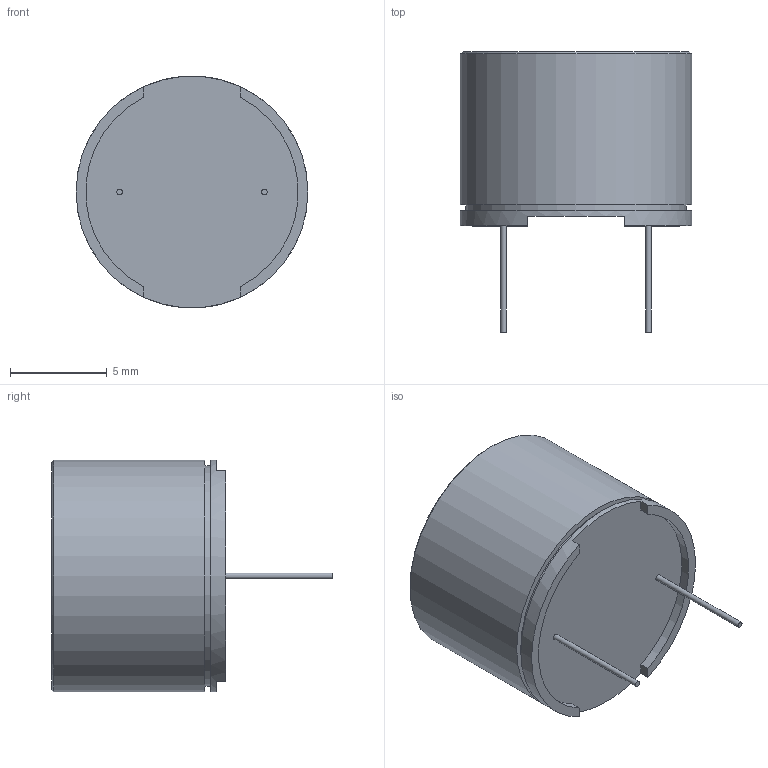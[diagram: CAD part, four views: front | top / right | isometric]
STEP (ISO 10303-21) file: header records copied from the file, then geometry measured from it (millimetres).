
FILE_DESCRIPTION(/* description */ (''),/* implementation_level */ '2;1');
FILE_NAME(/* name */ 'buzzer 12 mm.stp',/* time_stamp */ '2020-02-07T12:25:05-03:00',/* author */ ('ncampos'),/* organization */ (''),/* preprocessor_version */ 'ST-DEVELOPER v18',/* originating_system */ 'Autodesk Inventor 2020',/* authorisation */ '');
FILE_SCHEMA (('AUTOMOTIVE_DESIGN { 1 0 10303 214 3 1 1 }'));
Length unit declared in the file: millimetre
Products named in the file (1): buzzer 12 mm
Bounding box: 12 x 14.5 x 12 mm (x, y, z)
Volume: 896.4 mm3; surface area: 696.4 mm2
Topology: 1 solids, 1 shells, 24 faces, 58 edges, 42 vertices
Faces by surface type: plane 14, cylinder 9, cone 1
Full cylindrical faces by diameter (mm): 0.3 x2, 2.5 x1, 5 x1, 11.4 x1, 12 x2
Entity records: 828 total; most frequent: DIRECTION 142, CARTESIAN_POINT 125, ORIENTED_EDGE 116, AXIS2_PLACEMENT_3D 59, EDGE_CURVE 58, VERTEX_POINT 42, CIRCLE 34, EDGE_LOOP 30
